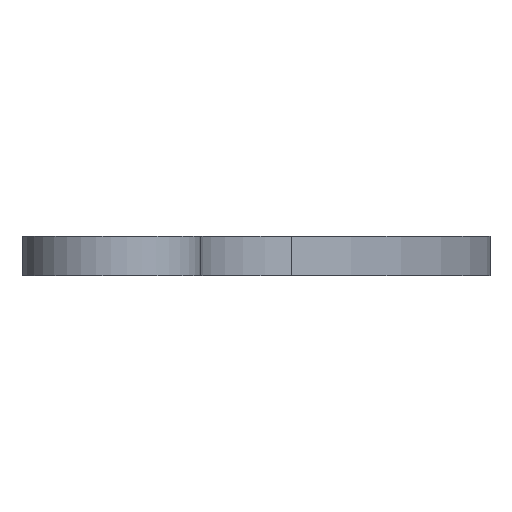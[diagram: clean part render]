
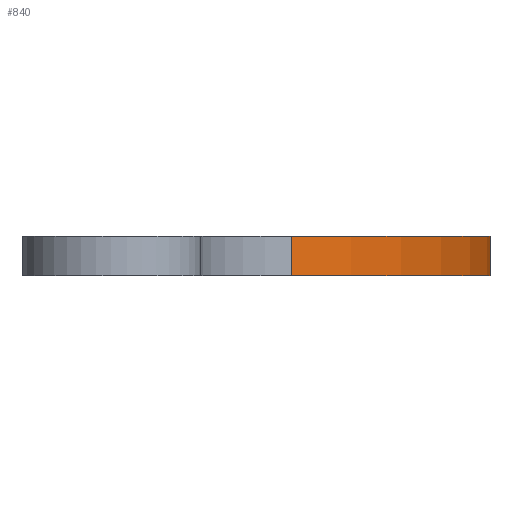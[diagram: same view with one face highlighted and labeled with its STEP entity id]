
A CAD part, front view. The second image highlights one B-rep face of the part: STEP entity #840.
In plain terms, the highlighted cylindrical face has radius 44 mm (diameter 88 mm), a partial arc.
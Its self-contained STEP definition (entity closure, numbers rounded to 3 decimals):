
#27 = DIRECTION ( 'NONE',  ( 0., 0., -1. ) ) ;
#47 = VERTEX_POINT ( 'NONE', #647 ) ;
#82 = AXIS2_PLACEMENT_3D ( 'NONE', #87, #927, #1065 ) ;
#84 = CARTESIAN_POINT ( 'NONE',  ( 19.631, 111.465, 4. ) ) ;
#87 = CARTESIAN_POINT ( 'NONE',  ( -4.281, 148.4, 4. ) ) ;
#157 = ORIENTED_EDGE ( 'NONE', *, *, #624, .F. ) ;
#208 = VECTOR ( 'NONE', #674, 1000. ) ;
#233 = CIRCLE ( 'NONE', #1060, 44. ) ;
#286 = CARTESIAN_POINT ( 'NONE',  ( -4.281, 148.4, 4. ) ) ;
#342 = EDGE_CURVE ( 'NONE', #929, #47, #882, .T. ) ;
#347 = EDGE_CURVE ( 'NONE', #929, #1093, #428, .T. ) ;
#372 = CARTESIAN_POINT ( 'NONE',  ( 19.631, 111.465, 0. ) ) ;
#373 = LINE ( 'NONE', #997, #600 ) ;
#375 = DIRECTION ( 'NONE',  ( -1., 0., 0. ) ) ;
#387 = ORIENTED_EDGE ( 'NONE', *, *, #342, .F. ) ;
#390 = CYLINDRICAL_SURFACE ( 'NONE', #418, 44. ) ;
#398 = CARTESIAN_POINT ( 'NONE',  ( 2.216, 191.918, 0. ) ) ;
#418 = AXIS2_PLACEMENT_3D ( 'NONE', #286, #561, #375 ) ;
#428 = LINE ( 'NONE', #84, #208 ) ;
#521 = EDGE_CURVE ( 'NONE', #1093, #831, #233, .T. ) ;
#561 = DIRECTION ( 'NONE',  ( 0., 0., -1. ) ) ;
#600 = VECTOR ( 'NONE', #27, 1000. ) ;
#624 = EDGE_CURVE ( 'NONE', #47, #831, #373, .T. ) ;
#647 = CARTESIAN_POINT ( 'NONE',  ( 2.216, 191.918, 4. ) ) ;
#674 = DIRECTION ( 'NONE',  ( 0., 0., -1. ) ) ;
#779 = ORIENTED_EDGE ( 'NONE', *, *, #347, .T. ) ;
#831 = VERTEX_POINT ( 'NONE', #398 ) ;
#840 = ADVANCED_FACE ( 'NONE', ( #841 ), #390, .T. ) ;
#841 = FACE_OUTER_BOUND ( 'NONE', #870, .T. ) ;
#842 = CARTESIAN_POINT ( 'NONE',  ( -4.281, 148.4, 0. ) ) ;
#870 = EDGE_LOOP ( 'NONE', ( #949, #157, #387, #779 ) ) ;
#882 = CIRCLE ( 'NONE', #82, 44. ) ;
#927 = DIRECTION ( 'NONE',  ( 0., 0., 1. ) ) ;
#929 = VERTEX_POINT ( 'NONE', #1074 ) ;
#949 = ORIENTED_EDGE ( 'NONE', *, *, #521, .T. ) ;
#972 = DIRECTION ( 'NONE',  ( 0., 0., 1. ) ) ;
#997 = CARTESIAN_POINT ( 'NONE',  ( 2.216, 191.918, 4. ) ) ;
#1009 = DIRECTION ( 'NONE',  ( -1., 0., 0. ) ) ;
#1060 = AXIS2_PLACEMENT_3D ( 'NONE', #842, #972, #1009 ) ;
#1065 = DIRECTION ( 'NONE',  ( -1., 0., 0. ) ) ;
#1074 = CARTESIAN_POINT ( 'NONE',  ( 19.631, 111.465, 4. ) ) ;
#1093 = VERTEX_POINT ( 'NONE', #372 ) ;
